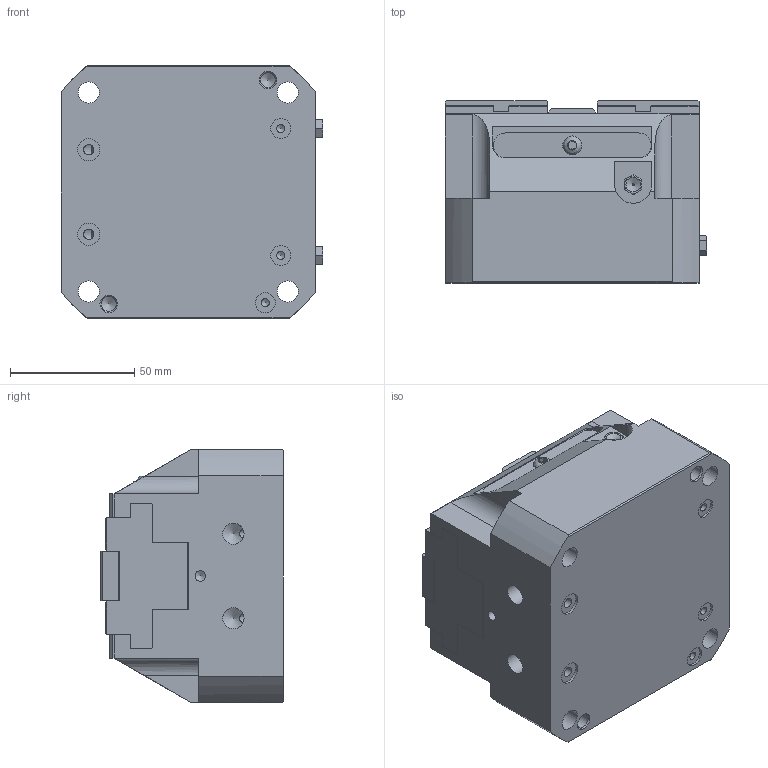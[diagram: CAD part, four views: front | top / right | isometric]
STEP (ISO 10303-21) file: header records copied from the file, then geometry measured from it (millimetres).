
FILE_DESCRIPTION(/* description */ (''),/* implementation_level */ '2;1');
FILE_NAME(/* name */ 'CFB 100 C1 ID.stp',/* time_stamp */ '2020-07-27T09:21:05+02:00',/* author */ ('e.orio2'),/* organization */ (''),/* preprocessor_version */ 'ST-DEVELOPER v17',/* originating_system */ 'Autodesk Inventor 2019',/* authorisation */ '');
FILE_SCHEMA (('AUTOMOTIVE_DESIGN { 1 0 10303 214 3 1 1 }'));
Length unit declared in the file: millimetre
Products named in the file (10): CFB 100 C1 ID; Corpo; Corpo_1; CFB-100.COPERCHIETTO; Mascherina-NO SENS; VTB M4; CNS 4558 - M3 x 0,5 x 8; ISO 2338 - 4 h8 x 8 - B(3); Griffa C1; Griffa C1_MIR
Assembly tree (11 placements, depth 3):
  CFB 100 C1 ID
    Corpo
      Corpo_1
    CFB-100.COPERCHIETTO
    Mascherina-NO SENS
    VTB M4
    CNS 4558 - M3 x 0,5 x 8  x2
    ISO 2338 - 4 h8 x 8 - B(3)  x2
    Griffa C1
    Griffa C1_MIR
Bounding box: 105 x 73.3 x 102 mm (x, y, z)
Volume: 607937 mm3; surface area: 88748.6 mm2
Topology: 10 solids, 12 shells, 482 faces, 1319 edges, 877 vertices
Faces by surface type: plane 290, cylinder 112, cone 75, sphere 4, bspline 1
Full cylindrical faces by diameter (mm): 2.459 x2, 3 x2, 3.242 x4, 3.5 x2, 4 x7, 4.134 x2, 4.2 x6, 4.917 x20, 6 x4, 7.6 x1, 8 x3, 8.5 x4, 8.566 x2, 9 x2, 12 x1, 15 x1
Entity records: 15338 total; most frequent: CARTESIAN_POINT 2812, DIRECTION 2529, ORIENTED_EDGE 2486, EDGE_CURVE 1243, AXIS2_PLACEMENT_3D 863, VERTEX_POINT 850, LINE 803, VECTOR 803
